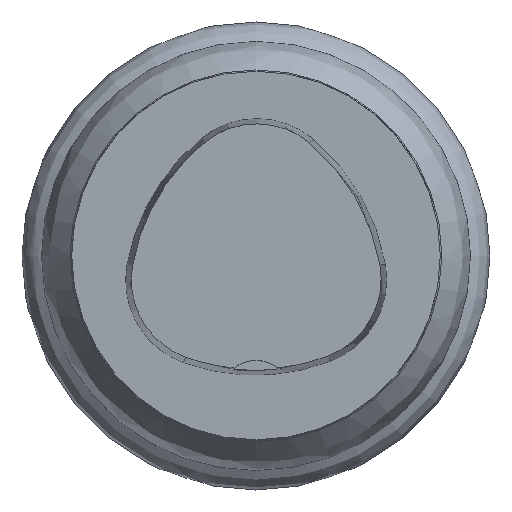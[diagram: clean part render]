
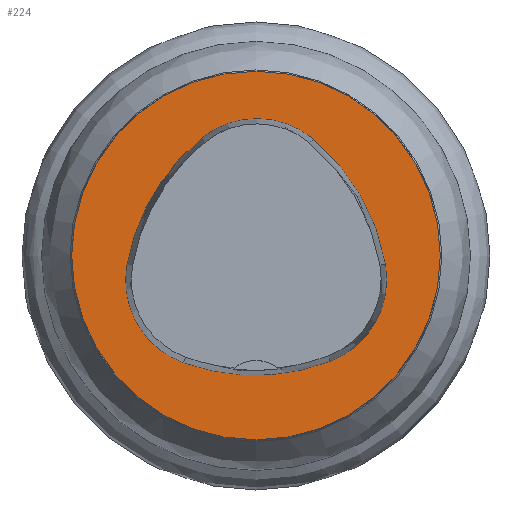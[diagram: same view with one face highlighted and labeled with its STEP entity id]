
A CAD part, top view. The second image highlights one B-rep face of the part: STEP entity #224.
In plain terms, the highlighted planar face has unit normal (0, 0, 1).
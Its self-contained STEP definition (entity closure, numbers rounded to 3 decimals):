
#201=FACE_BOUND('',#315,.T.);
#202=FACE_BOUND('',#316,.T.);
#224=ADVANCED_FACE('',(#201,#202),#243,.T.);
#243=PLANE('',#776);
#315=EDGE_LOOP('',(#408,#409,#410,#411,#412,#413));
#316=EDGE_LOOP('',(#414));
#408=ORIENTED_EDGE('',*,*,#548,.T.);
#409=ORIENTED_EDGE('',*,*,#528,.T.);
#410=ORIENTED_EDGE('',*,*,#532,.T.);
#411=ORIENTED_EDGE('',*,*,#535,.T.);
#412=ORIENTED_EDGE('',*,*,#538,.T.);
#413=ORIENTED_EDGE('',*,*,#546,.T.);
#414=ORIENTED_EDGE('',*,*,#519,.F.);
#473=VERTEX_POINT('',#1074);
#482=VERTEX_POINT('',#1093);
#483=VERTEX_POINT('',#1094);
#486=VERTEX_POINT('',#1102);
#488=VERTEX_POINT('',#1108);
#490=VERTEX_POINT('',#1114);
#497=VERTEX_POINT('',#1135);
#519=EDGE_CURVE('',#473,#473,#572,.T.);
#528=EDGE_CURVE('',#482,#483,#573,.T.);
#532=EDGE_CURVE('',#483,#486,#575,.T.);
#535=EDGE_CURVE('',#486,#488,#577,.T.);
#538=EDGE_CURVE('',#488,#490,#579,.T.);
#546=EDGE_CURVE('',#490,#497,#583,.T.);
#548=EDGE_CURVE('',#497,#482,#585,.T.);
#572=CIRCLE('',#748,31.5);
#573=CIRCLE('',#754,36.);
#575=CIRCLE('',#757,15.);
#577=CIRCLE('',#760,36.);
#579=CIRCLE('',#763,15.);
#583=CIRCLE('',#768,36.);
#585=CIRCLE('',#771,15.);
#748=AXIS2_PLACEMENT_3D('',#1073,#879,#880);
#754=AXIS2_PLACEMENT_3D('',#1092,#895,#896);
#757=AXIS2_PLACEMENT_3D('',#1101,#903,#904);
#760=AXIS2_PLACEMENT_3D('',#1107,#910,#911);
#763=AXIS2_PLACEMENT_3D('',#1113,#917,#918);
#768=AXIS2_PLACEMENT_3D('',#1136,#929,#930);
#771=AXIS2_PLACEMENT_3D('',#1139,#935,#936);
#776=AXIS2_PLACEMENT_3D('',#1144,#945,#946);
#879=DIRECTION('',(0.,0.,-1.));
#880=DIRECTION('',(-1.,0.,0.));
#895=DIRECTION('',(0.,0.,-1.));
#896=DIRECTION('',(-1.,0.,0.));
#903=DIRECTION('',(0.,0.,-1.));
#904=DIRECTION('',(-1.,0.,0.));
#910=DIRECTION('',(0.,0.,-1.));
#911=DIRECTION('',(-1.,0.,0.));
#917=DIRECTION('',(0.,0.,-1.));
#918=DIRECTION('',(-1.,0.,0.));
#929=DIRECTION('',(0.,0.,-1.));
#930=DIRECTION('',(-1.,0.,0.));
#935=DIRECTION('',(0.,0.,-1.));
#936=DIRECTION('',(-1.,0.,0.));
#945=DIRECTION('',(0.,0.,1.));
#946=DIRECTION('',(1.,0.,0.));
#1073=CARTESIAN_POINT('',(0.,0.,0.));
#1074=CARTESIAN_POINT('',(-31.5,0.,0.));
#1092=CARTESIAN_POINT('',(13.398,-7.893,0.));
#1093=CARTESIAN_POINT('',(-22.041,-1.562,0.));
#1094=CARTESIAN_POINT('',(-9.317,20.036,0.));
#1101=CARTESIAN_POINT('',(0.148,8.399,0.));
#1102=CARTESIAN_POINT('',(9.779,19.898,0.));
#1107=CARTESIAN_POINT('',(-13.337,-7.7,0.));
#1108=CARTESIAN_POINT('',(22.122,-1.48,0.));
#1113=CARTESIAN_POINT('',(7.347,-4.071,0.));
#1114=CARTESIAN_POINT('',(12.693,-18.087,0.));
#1135=CARTESIAN_POINT('',(-12.373,-18.307,0.));
#1136=CARTESIAN_POINT('',(-0.137,15.55,0.));
#1139=CARTESIAN_POINT('',(-7.275,-4.2,0.));
#1144=CARTESIAN_POINT('',(0.,0.,0.));
